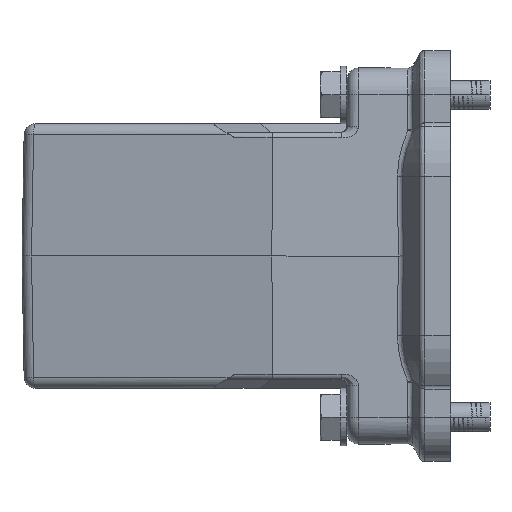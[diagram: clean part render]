
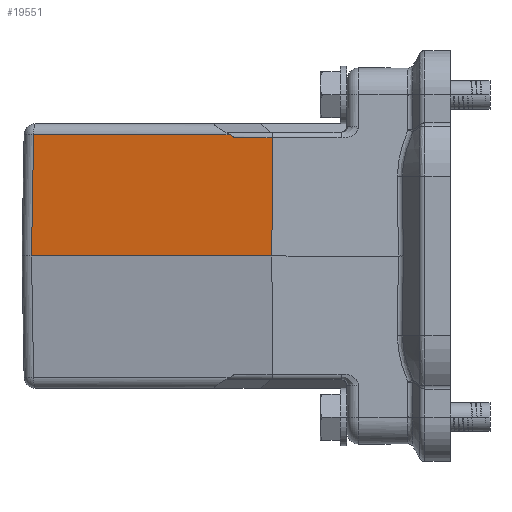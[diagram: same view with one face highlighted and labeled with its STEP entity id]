
A CAD part, left-side view. The second image highlights one B-rep face of the part: STEP entity #19551.
In plain terms, the highlighted planar face has unit normal (-0.985, 0.174, 0.018).
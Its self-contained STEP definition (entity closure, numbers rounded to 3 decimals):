
#4003=DIRECTION('',(-0.017,0.002,-1.));
#4004=VECTOR('',#4003,20.521);
#4005=CARTESIAN_POINT('',(-29.642,19.769,20.517));
#4006=LINE('',#4005,#4004);
#4007=DIRECTION('',(0.015,-0.017,1.));
#4008=VECTOR('',#4007,21.04);
#4009=CARTESIAN_POINT('',(-22.63,61.596,
0.));
#4010=LINE('',#4009,#4008);
#4011=DIRECTION('',(0.174,0.985,0.));
#4012=VECTOR('',#4011,6.53);
#4013=CARTESIAN_POINT('',(-29.642,19.769,20.517));
#4014=LINE('',#4013,#4012);
#5444=DIRECTION('',(0.159,0.854,0.495));
#5445=VECTOR('',#5444,1.046);
#5446=CARTESIAN_POINT('',(-28.508,26.199,20.517));
#5447=LINE('',#5446,#5445);
#5461=DIRECTION('',(0.174,0.985,0.));
#5462=VECTOR('',#5461,34.663);
#5463=CARTESIAN_POINT('',(-28.341,27.092,21.035));
#5464=LINE('',#5463,#5462);
#5559=DIRECTION('',(-0.174,-0.985,0.));
#5560=VECTOR('',#5559,42.441);
#5561=CARTESIAN_POINT('',(-22.63,61.596,
0.));
#5562=LINE('',#5561,#5560);
#11999=CARTESIAN_POINT('',(-30.,19.8,0.));
#12001=VERTEX_POINT('',#11999);
#12240=CARTESIAN_POINT('',(-29.642,19.769,
20.517));
#12241=VERTEX_POINT('',#12240);
#12242=CARTESIAN_POINT('',(-22.63,61.596,
0.));
#12243=CARTESIAN_POINT('',(-22.322,61.229,
21.035));
#12244=VERTEX_POINT('',#12242);
#12245=VERTEX_POINT('',#12243);
#12246=CARTESIAN_POINT('',(-28.508,26.199,
20.517));
#12247=CARTESIAN_POINT('',(-28.341,27.092,
21.035));
#12248=VERTEX_POINT('',#12246);
#12249=VERTEX_POINT('',#12247);
#19533=CARTESIAN_POINT('',(-26.134,40.666,
10.517));
#19534=DIRECTION('',(0.985,-0.174,-0.017));
#19535=DIRECTION('',(-0.174,-0.985,0.));
#19536=AXIS2_PLACEMENT_3D('',#19533,#19534,#19535);
#19537=PLANE('',#19536);
#19539=ORIENTED_EDGE('',*,*,#19538,.F.);
#19540=ORIENTED_EDGE('',*,*,#19514,.T.);
#19542=ORIENTED_EDGE('',*,*,#19541,.F.);
#19544=ORIENTED_EDGE('',*,*,#19543,.T.);
#19546=ORIENTED_EDGE('',*,*,#19545,.F.);
#19548=ORIENTED_EDGE('',*,*,#19547,.F.);
#19549=EDGE_LOOP('',(#19539,#19540,#19542,#19544,#19546,#19548));
#19550=FACE_OUTER_BOUND('',#19549,.F.);
#19551=ADVANCED_FACE('',(#19550),#19537,.F.);
#19514=EDGE_CURVE('',#12241,#12001,#4006,.T.);
#19538=EDGE_CURVE('',#12241,#12248,#4014,.T.);
#19541=EDGE_CURVE('',#12244,#12001,#5562,.T.);
#19543=EDGE_CURVE('',#12244,#12245,#4010,.T.);
#19545=EDGE_CURVE('',#12249,#12245,#5464,.T.);
#19547=EDGE_CURVE('',#12248,#12249,#5447,.T.);
